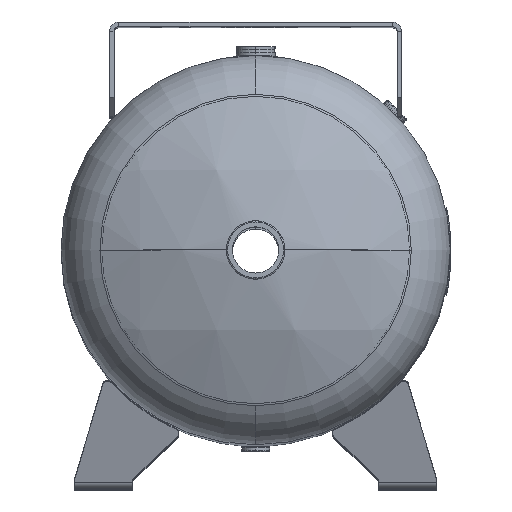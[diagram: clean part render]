
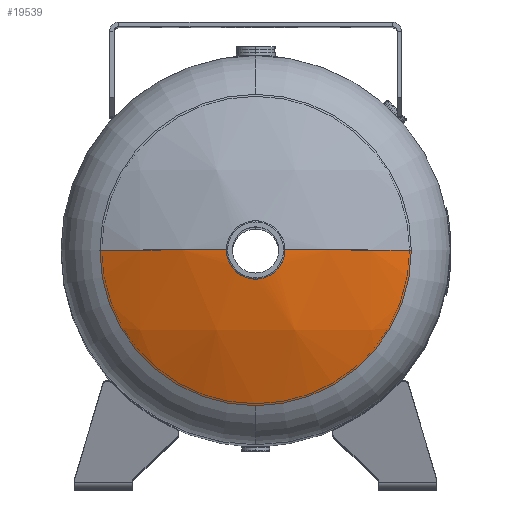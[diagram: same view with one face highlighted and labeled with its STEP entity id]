
A CAD part, top view. The second image highlights one B-rep face of the part: STEP entity #19539.
In plain terms, the highlighted spherical face has radius 457.2 mm.
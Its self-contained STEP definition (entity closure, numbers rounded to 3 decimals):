
#76 = EDGE_CURVE ( 'NONE', #7855, #5640, #547, .T. ) ;
#432 = AXIS2_PLACEMENT_3D ( 'NONE', #25993, #9155, #19782 ) ;
#547 = CIRCLE ( 'NONE', #3995, 203.2 ) ;
#686 = VERTEX_POINT ( 'NONE', #5909 ) ;
#719 = ORIENTED_EDGE ( 'NONE', *, *, #12189, .T. ) ;
#1882 = DIRECTION ( 'NONE',  ( 1., 0., 0. ) ) ;
#3329 = CARTESIAN_POINT ( 'NONE',  ( 0., 0., 752.463 ) ) ;
#3995 = AXIS2_PLACEMENT_3D ( 'NONE', #3329, #17636, #21588 ) ;
#4042 = AXIS2_PLACEMENT_3D ( 'NONE', #11728, #21697, #15688 ) ;
#4073 = ORIENTED_EDGE ( 'NONE', *, *, #76, .F. ) ;
#4545 = EDGE_CURVE ( 'NONE', #686, #15438, #13843, .T. ) ;
#5036 = CARTESIAN_POINT ( 'NONE',  ( 38.164, 0., 798.504 ) ) ;
#5419 = CARTESIAN_POINT ( 'NONE',  ( 0., 0., 342.9 ) ) ;
#5449 = AXIS2_PLACEMENT_3D ( 'NONE', #25629, #15339, #17528 ) ;
#5595 = ORIENTED_EDGE ( 'NONE', *, *, #26107, .F. ) ;
#5640 = VERTEX_POINT ( 'NONE', #19627 ) ;
#5909 = CARTESIAN_POINT ( 'NONE',  ( -38.164, 0., 798.504 ) ) ;
#6782 = DIRECTION ( 'NONE',  ( 0., 0., 1. ) ) ;
#7121 = CARTESIAN_POINT ( 'NONE',  ( 0., -203.2, 752.463 ) ) ;
#7855 = VERTEX_POINT ( 'NONE', #7121 ) ;
#8736 = FACE_OUTER_BOUND ( 'NONE', #21334, .T. ) ;
#9155 = DIRECTION ( 'NONE',  ( 0., -1., 0. ) ) ;
#10171 = DIRECTION ( 'NONE',  ( 0., -1., 0. ) ) ;
#10602 = CARTESIAN_POINT ( 'NONE',  ( 0., 0., 798.504 ) ) ;
#10868 = DIRECTION ( 'NONE',  ( 0., 1., 0. ) ) ;
#11728 = CARTESIAN_POINT ( 'NONE',  ( 0., 0., 342.9 ) ) ;
#12189 = EDGE_CURVE ( 'NONE', #686, #5640, #23407, .T. ) ;
#13843 = CIRCLE ( 'NONE', #23848, 38.164 ) ;
#15339 = DIRECTION ( 'NONE',  ( 0., 0., -1. ) ) ;
#15438 = VERTEX_POINT ( 'NONE', #5036 ) ;
#15688 = DIRECTION ( 'NONE',  ( 0., 0., 1. ) ) ;
#17528 = DIRECTION ( 'NONE',  ( 0., 1., 0. ) ) ;
#17636 = DIRECTION ( 'NONE',  ( 0., 0., -1. ) ) ;
#18534 = ORIENTED_EDGE ( 'NONE', *, *, #22486, .F. ) ;
#19539 = ADVANCED_FACE ( 'NONE', ( #8736 ), #23960, .T. ) ;
#19627 = CARTESIAN_POINT ( 'NONE',  ( -203.2, 0., 752.463 ) ) ;
#19782 = DIRECTION ( 'NONE',  ( 1., 0., 0. ) ) ;
#19858 = CARTESIAN_POINT ( 'NONE',  ( 203.2, 0., 752.463 ) ) ;
#20261 = CIRCLE ( 'NONE', #5449, 203.2 ) ;
#20661 = ORIENTED_EDGE ( 'NONE', *, *, #4545, .F. ) ;
#21293 = VERTEX_POINT ( 'NONE', #19858 ) ;
#21334 = EDGE_LOOP ( 'NONE', ( #20661, #719, #4073, #18534, #5595 ) ) ;
#21455 = CIRCLE ( 'NONE', #4042, 457.2 ) ;
#21588 = DIRECTION ( 'NONE',  ( 0., 1., 0. ) ) ;
#21697 = DIRECTION ( 'NONE',  ( 0., 1., 0. ) ) ;
#22486 = EDGE_CURVE ( 'NONE', #21293, #7855, #20261, .T. ) ;
#23407 = CIRCLE ( 'NONE', #25538, 457.2 ) ;
#23848 = AXIS2_PLACEMENT_3D ( 'NONE', #10602, #6782, #10868 ) ;
#23960 = SPHERICAL_SURFACE ( 'NONE', #432, 457.2 ) ;
#25538 = AXIS2_PLACEMENT_3D ( 'NONE', #5419, #10171, #1882 ) ;
#25629 = CARTESIAN_POINT ( 'NONE',  ( 0., 0., 752.463 ) ) ;
#25993 = CARTESIAN_POINT ( 'NONE',  ( 0., 0., 342.9 ) ) ;
#26107 = EDGE_CURVE ( 'NONE', #15438, #21293, #21455, .T. ) ;
